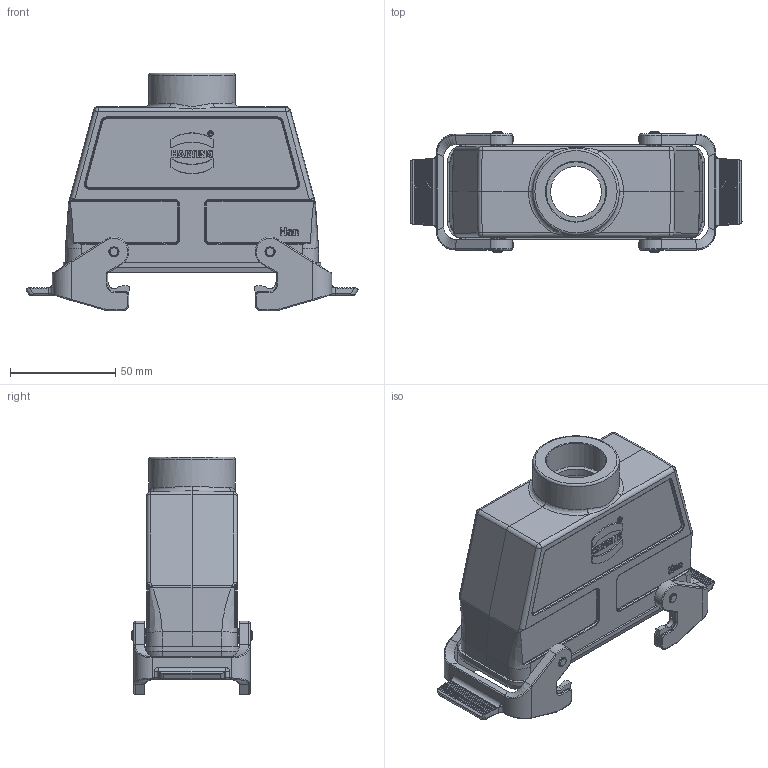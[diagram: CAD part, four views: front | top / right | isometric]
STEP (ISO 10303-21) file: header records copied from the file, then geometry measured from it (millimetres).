
FILE_DESCRIPTION(/* description */ (''),/* implementation_level */ '2;1');
FILE_NAME(/* name */ '100765579ugm000_a.stp',/* time_stamp */ '2018-02-09T13:37:12+01:00',/* author */ (''),/* organization */ (''),/* preprocessor_version */ 'ST-DEVELOPER v16',/* originating_system */ 'SIEMENS PLM Software NX 10.0',/* authorisation */ '');
FILE_SCHEMA (('AUTOMOTIVE_DESIGN { 1 0 10303 214 3 1 1 1 }'));
Length unit declared in the file: millimetre
Products named in the file (1): 100765579ugm000_a
Bounding box: 157.4 x 57 x 112.7 mm (x, y, z)
Volume: 114093.1 mm3; surface area: 70652 mm2
Topology: 3 solids, 3 shells, 887 faces, 2776 edges, 2511 vertices
Faces by surface type: plane 393, cylinder 266, bspline 126, torus 53, cone 41, sphere 8
Full cylindrical faces by diameter (mm): 3 x4, 4 x4, 4.8 x4, 7 x4, 24 x1, 28.3 x1, 41 x1
Entity records: 38943 total; most frequent: CARTESIAN_POINT 11550, ORIENTED_EDGE 4226, DIRECTION 4192, EDGE_CURVE 2113, AXIS2_PLACEMENT_3D 1431, LINE 1330, VECTOR 1330, VERTEX_POINT 1311
